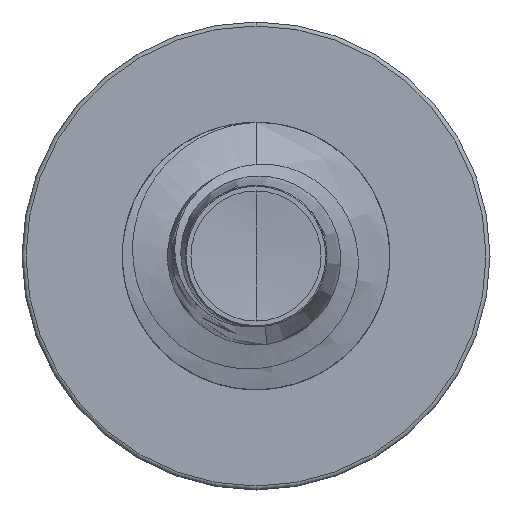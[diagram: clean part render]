
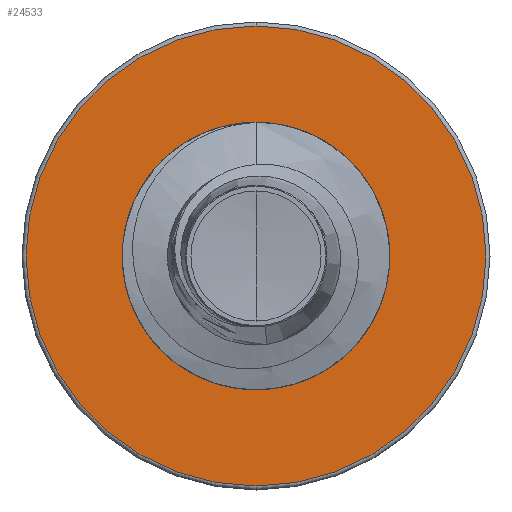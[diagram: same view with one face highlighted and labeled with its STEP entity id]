
A CAD part, front view. The second image highlights one B-rep face of the part: STEP entity #24533.
In plain terms, the highlighted planar face has unit normal (0, -1, 0).
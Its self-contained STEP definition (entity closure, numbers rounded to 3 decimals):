
#451 = DIRECTION ( 'NONE',  ( 0., 0., 1. ) ) ;
#665 = ORIENTED_EDGE ( 'NONE', *, *, #25674, .F. ) ;
#1307 = AXIS2_PLACEMENT_3D ( 'NONE', #13345, #26929, #15525 ) ;
#1746 = CARTESIAN_POINT ( 'NONE',  ( 0., 40., -3.694 ) ) ;
#2037 = EDGE_CURVE ( 'NONE', #12785, #16042, #3188, .T. ) ;
#3188 = CIRCLE ( 'NONE', #20577, 3.694 ) ;
#3595 = AXIS2_PLACEMENT_3D ( 'NONE', #8813, #23237, #11135 ) ;
#4127 = PLANE ( 'NONE',  #16195 ) ;
#4232 = DIRECTION ( 'NONE',  ( 0., 1., 0. ) ) ;
#4606 = ORIENTED_EDGE ( 'NONE', *, *, #2037, .T. ) ;
#7443 = CIRCLE ( 'NONE', #3595, 3.694 ) ;
#8754 = EDGE_LOOP ( 'NONE', ( #4606, #10461 ) ) ;
#8813 = CARTESIAN_POINT ( 'NONE',  ( 0., 40., 0. ) ) ;
#9579 = AXIS2_PLACEMENT_3D ( 'NONE', #26163, #14620, #451 ) ;
#10461 = ORIENTED_EDGE ( 'NONE', *, *, #25364, .T. ) ;
#11128 = FACE_BOUND ( 'NONE', #8754, .T. ) ;
#11135 = DIRECTION ( 'NONE',  ( 0., 0., 1. ) ) ;
#11325 = ORIENTED_EDGE ( 'NONE', *, *, #25224, .F. ) ;
#11895 = EDGE_LOOP ( 'NONE', ( #11325, #665 ) ) ;
#12572 = FACE_OUTER_BOUND ( 'NONE', #11895, .T. ) ;
#12785 = VERTEX_POINT ( 'NONE', #17583 ) ;
#13345 = CARTESIAN_POINT ( 'NONE',  ( 0., 40., 0. ) ) ;
#13475 = CARTESIAN_POINT ( 'NONE',  ( 0., 40., -3.694 ) ) ;
#13826 = DIRECTION ( 'NONE',  ( 0., 1., 0. ) ) ;
#14252 = CIRCLE ( 'NONE', #1307, 6.88 ) ;
#14524 = DIRECTION ( 'NONE',  ( 0., 0., 1. ) ) ;
#14620 = DIRECTION ( 'NONE',  ( 0., 1., 0. ) ) ;
#15525 = DIRECTION ( 'NONE',  ( 0., 0., 1. ) ) ;
#15802 = CARTESIAN_POINT ( 'NONE',  ( 0., 40., 0. ) ) ;
#16042 = VERTEX_POINT ( 'NONE', #13475 ) ;
#16195 = AXIS2_PLACEMENT_3D ( 'NONE', #1746, #4232, #19682 ) ;
#17261 = CARTESIAN_POINT ( 'NONE',  ( 0., 40., -6.88 ) ) ;
#17583 = CARTESIAN_POINT ( 'NONE',  ( 0., 40., 3.694 ) ) ;
#18181 = VERTEX_POINT ( 'NONE', #22496 ) ;
#18401 = CIRCLE ( 'NONE', #9579, 6.88 ) ;
#19682 = DIRECTION ( 'NONE',  ( 0., 0., 1. ) ) ;
#20577 = AXIS2_PLACEMENT_3D ( 'NONE', #15802, #13826, #14524 ) ;
#22496 = CARTESIAN_POINT ( 'NONE',  ( 0., 40., 6.88 ) ) ;
#23237 = DIRECTION ( 'NONE',  ( 0., 1., 0. ) ) ;
#24533 = ADVANCED_FACE ( 'NONE', ( #12572, #11128 ), #4127, .F. ) ;
#25224 = EDGE_CURVE ( 'NONE', #18181, #26915, #14252, .T. ) ;
#25364 = EDGE_CURVE ( 'NONE', #16042, #12785, #7443, .T. ) ;
#25674 = EDGE_CURVE ( 'NONE', #26915, #18181, #18401, .T. ) ;
#26163 = CARTESIAN_POINT ( 'NONE',  ( 0., 40., 0. ) ) ;
#26915 = VERTEX_POINT ( 'NONE', #17261 ) ;
#26929 = DIRECTION ( 'NONE',  ( 0., 1., 0. ) ) ;
